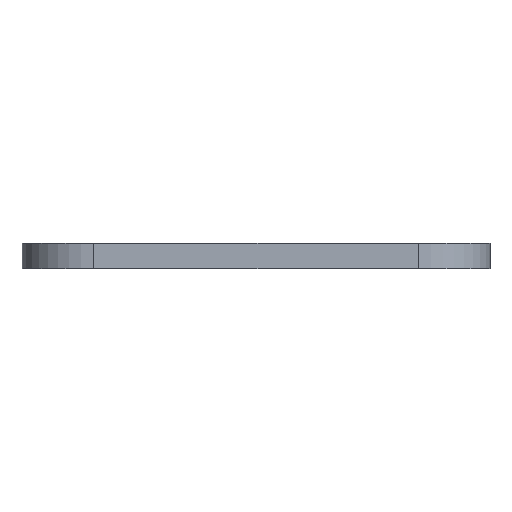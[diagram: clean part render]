
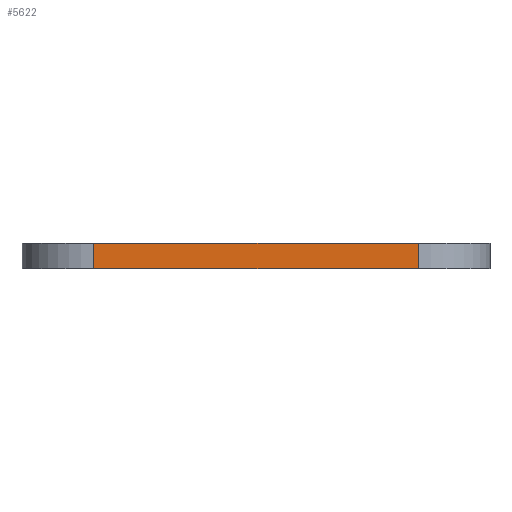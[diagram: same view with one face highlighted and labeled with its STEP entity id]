
A CAD part, front view. The second image highlights one B-rep face of the part: STEP entity #5622.
In plain terms, the highlighted planar face has unit normal (0, -1, 0).
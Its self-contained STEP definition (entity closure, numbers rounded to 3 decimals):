
#7 = DIRECTION ( 'NONE',  ( -1., 0., 0. ) ) ;
#349 = VECTOR ( 'NONE', #3081, 1000. ) ;
#896 = VERTEX_POINT ( 'NONE', #4993 ) ;
#962 = VECTOR ( 'NONE', #8157, 1000. ) ;
#1485 = DIRECTION ( 'NONE',  ( 0., -1., 0. ) ) ;
#1517 = DIRECTION ( 'NONE',  ( 0., 0., 1. ) ) ;
#2160 = AXIS2_PLACEMENT_3D ( 'NONE', #8518, #1485, #7 ) ;
#2990 = EDGE_CURVE ( 'NONE', #3009, #7402, #7393, .T. ) ;
#3009 = VERTEX_POINT ( 'NONE', #4585 ) ;
#3081 = DIRECTION ( 'NONE',  ( 1., 0., 0. ) ) ;
#3144 = ORIENTED_EDGE ( 'NONE', *, *, #6822, .T. ) ;
#3485 = ORIENTED_EDGE ( 'NONE', *, *, #4822, .T. ) ;
#3875 = CARTESIAN_POINT ( 'NONE',  ( -12., -2.037, 5. ) ) ;
#4338 = EDGE_CURVE ( 'NONE', #896, #3009, #6730, .T. ) ;
#4437 = VERTEX_POINT ( 'NONE', #9174 ) ;
#4585 = CARTESIAN_POINT ( 'NONE',  ( -75.7, -2.037, 5. ) ) ;
#4768 = VECTOR ( 'NONE', #8492, 1000. ) ;
#4803 = FACE_OUTER_BOUND ( 'NONE', #9152, .T. ) ;
#4822 = EDGE_CURVE ( 'NONE', #4437, #7402, #7067, .T. ) ;
#4975 = LINE ( 'NONE', #5677, #4768 ) ;
#4993 = CARTESIAN_POINT ( 'NONE',  ( -75.7, -2.037, 0. ) ) ;
#5075 = CARTESIAN_POINT ( 'NONE',  ( -12., -2.037, 0. ) ) ;
#5319 = CARTESIAN_POINT ( 'NONE',  ( -75.7, -2.037, 0. ) ) ;
#5622 = ADVANCED_FACE ( 'NONE', ( #4803 ), #7663, .T. ) ;
#5677 = CARTESIAN_POINT ( 'NONE',  ( -12., -2.037, 0. ) ) ;
#5901 = VECTOR ( 'NONE', #1517, 1000. ) ;
#6730 = LINE ( 'NONE', #5319, #962 ) ;
#6822 = EDGE_CURVE ( 'NONE', #896, #4437, #4975, .T. ) ;
#7067 = LINE ( 'NONE', #5075, #5901 ) ;
#7204 = ORIENTED_EDGE ( 'NONE', *, *, #4338, .F. ) ;
#7393 = LINE ( 'NONE', #3875, #349 ) ;
#7402 = VERTEX_POINT ( 'NONE', #7492 ) ;
#7492 = CARTESIAN_POINT ( 'NONE',  ( -12., -2.037, 5. ) ) ;
#7663 = PLANE ( 'NONE',  #2160 ) ;
#8157 = DIRECTION ( 'NONE',  ( 0., 0., 1. ) ) ;
#8492 = DIRECTION ( 'NONE',  ( 1., 0., 0. ) ) ;
#8518 = CARTESIAN_POINT ( 'NONE',  ( -12., -2.037, 0. ) ) ;
#8645 = ORIENTED_EDGE ( 'NONE', *, *, #2990, .F. ) ;
#9152 = EDGE_LOOP ( 'NONE', ( #8645, #7204, #3144, #3485 ) ) ;
#9174 = CARTESIAN_POINT ( 'NONE',  ( -12., -2.037, 0. ) ) ;
